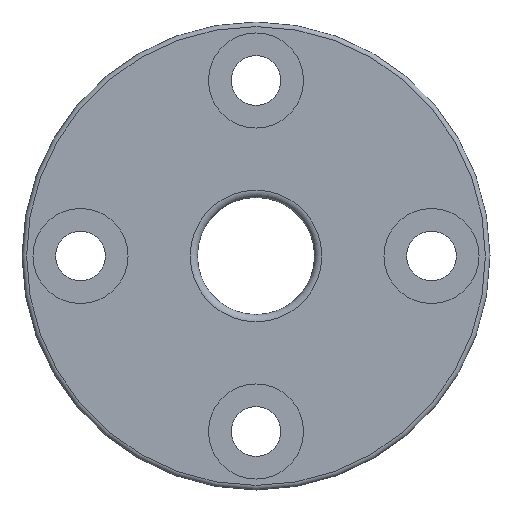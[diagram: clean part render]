
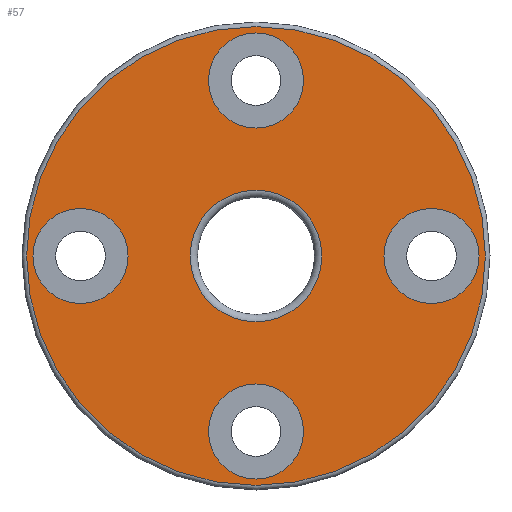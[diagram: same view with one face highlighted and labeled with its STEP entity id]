
A CAD part, left-side view. The second image highlights one B-rep face of the part: STEP entity #57.
In plain terms, the highlighted planar face has unit normal (-1, 0, 0).
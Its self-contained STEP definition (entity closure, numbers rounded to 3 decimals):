
#57 = ADVANCED_FACE( '', ( #130, #131, #132, #133, #134, #135 ), #136, .T. );
#130 = FACE_BOUND( '', #237, .T. );
#131 = FACE_BOUND( '', #238, .T. );
#132 = FACE_BOUND( '', #239, .T. );
#133 = FACE_OUTER_BOUND( '', #240, .T. );
#134 = FACE_BOUND( '', #241, .T. );
#135 = FACE_BOUND( '', #242, .T. );
#136 = PLANE( '', #243 );
#237 = EDGE_LOOP( '', ( #348 ) );
#238 = EDGE_LOOP( '', ( #349 ) );
#239 = EDGE_LOOP( '', ( #350 ) );
#240 = EDGE_LOOP( '', ( #351 ) );
#241 = EDGE_LOOP( '', ( #352 ) );
#242 = EDGE_LOOP( '', ( #353 ) );
#243 = AXIS2_PLACEMENT_3D( '', #354, #355, #356 );
#348 = ORIENTED_EDGE( '', *, *, #474, .T. );
#349 = ORIENTED_EDGE( '', *, *, #479, .T. );
#350 = ORIENTED_EDGE( '', *, *, #480, .T. );
#351 = ORIENTED_EDGE( '', *, *, #481, .F. );
#352 = ORIENTED_EDGE( '', *, *, #482, .T. );
#353 = ORIENTED_EDGE( '', *, *, #483, .T. );
#354 = CARTESIAN_POINT( '', ( 0., 15.688, 0. ) );
#355 = DIRECTION( '', ( -1., 0., 0. ) );
#356 = DIRECTION( '', ( 0., 0., 1. ) );
#474 = EDGE_CURVE( '', #531, #531, #532, .T. );
#479 = EDGE_CURVE( '', #539, #539, #540, .F. );
#480 = EDGE_CURVE( '', #541, #541, #542, .T. );
#481 = EDGE_CURVE( '', #543, #543, #544, .T. );
#482 = EDGE_CURVE( '', #545, #545, #546, .T. );
#483 = EDGE_CURVE( '', #547, #547, #548, .T. );
#531 = VERTEX_POINT( '', #608 );
#532 = CIRCLE( '', #609, 4.5 );
#539 = VERTEX_POINT( '', #616 );
#540 = CIRCLE( '', #617, 3.25 );
#541 = VERTEX_POINT( '', #618 );
#542 = CIRCLE( '', #619, 3.25 );
#543 = VERTEX_POINT( '', #620 );
#544 = CIRCLE( '', #621, 15.688 );
#545 = VERTEX_POINT( '', #622 );
#546 = CIRCLE( '', #623, 3.25 );
#547 = VERTEX_POINT( '', #624 );
#548 = CIRCLE( '', #625, 3.25 );
#608 = CARTESIAN_POINT( '', ( 0., 0., -4.5 ) );
#609 = AXIS2_PLACEMENT_3D( '', #688, #689, #690 );
#616 = CARTESIAN_POINT( '', ( 0., 12., 3.25 ) );
#617 = AXIS2_PLACEMENT_3D( '', #697, #698, #699 );
#618 = CARTESIAN_POINT( '', ( 0., 0., -15.25 ) );
#619 = AXIS2_PLACEMENT_3D( '', #700, #701, #702 );
#620 = CARTESIAN_POINT( '', ( 0., 0., -15.688 ) );
#621 = AXIS2_PLACEMENT_3D( '', #703, #704, #705 );
#622 = CARTESIAN_POINT( '', ( 0., -12., -3.25 ) );
#623 = AXIS2_PLACEMENT_3D( '', #706, #707, #708 );
#624 = CARTESIAN_POINT( '', ( 0., 0., 8.75 ) );
#625 = AXIS2_PLACEMENT_3D( '', #709, #710, #711 );
#688 = CARTESIAN_POINT( '', ( 0., 0., 0. ) );
#689 = DIRECTION( '', ( 1., 0., 0. ) );
#690 = DIRECTION( '', ( 0., 0., -1. ) );
#697 = CARTESIAN_POINT( '', ( 0., 12., 0. ) );
#698 = DIRECTION( '', ( -1., 0., 0. ) );
#699 = DIRECTION( '', ( 0., 0., 1. ) );
#700 = CARTESIAN_POINT( '', ( 0., 0., -12. ) );
#701 = DIRECTION( '', ( 1., 0., 0. ) );
#702 = DIRECTION( '', ( 0., 0., -1. ) );
#703 = CARTESIAN_POINT( '', ( 0., 0., 0. ) );
#704 = DIRECTION( '', ( 1., 0., 0. ) );
#705 = DIRECTION( '', ( 0., 0., -1. ) );
#706 = CARTESIAN_POINT( '', ( 0., -12., 0. ) );
#707 = DIRECTION( '', ( 1., 0., 0. ) );
#708 = DIRECTION( '', ( 0., 0., -1. ) );
#709 = CARTESIAN_POINT( '', ( 0., 0., 12. ) );
#710 = DIRECTION( '', ( 1., 0., 0. ) );
#711 = DIRECTION( '', ( 0., 0., -1. ) );
